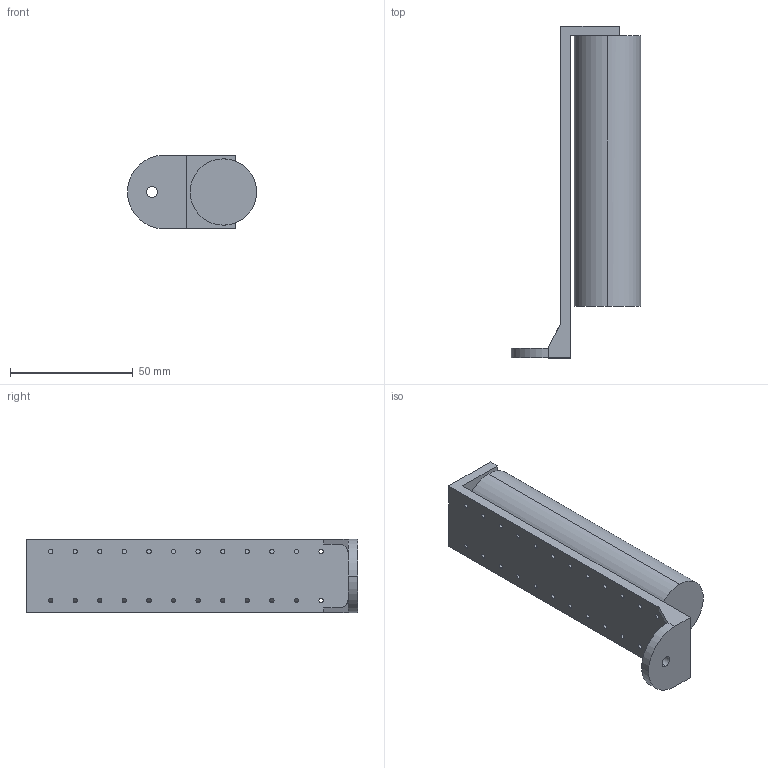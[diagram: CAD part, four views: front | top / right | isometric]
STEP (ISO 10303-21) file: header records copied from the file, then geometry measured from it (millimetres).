
FILE_DESCRIPTION (( 'STEP AP214' ), '1' );
FILE_NAME ('MountingBracket_SC_SQUID_Vertical.STEP', '2023-11-02T23:45:51', ( '' ), ( '' ), 'SwSTEP 2.0', 'SolidWorks 2019', '' );
FILE_SCHEMA (( 'AUTOMOTIVE_DESIGN' ));
Length unit declared in the file: millimetre
Products named in the file (1): MountingBracket_SC_SQUID_Vertical
Bounding box: 52.5 x 135 x 30 mm (x, y, z)
Volume: 82556 mm3; surface area: 22208.6 mm2
Topology: 1 solids, 1 shells, 99 faces, 281 edges, 186 vertices
Faces by surface type: cylinder 69, plane 30
Entity records: 3945 total; most frequent: DIRECTION 619, CARTESIAN_POINT 573, ORIENTED_EDGE 562, EDGE_CURVE 281, AXIS2_PLACEMENT_3D 240, VERTEX_POINT 186, EDGE_LOOP 151, CIRCLE 140
